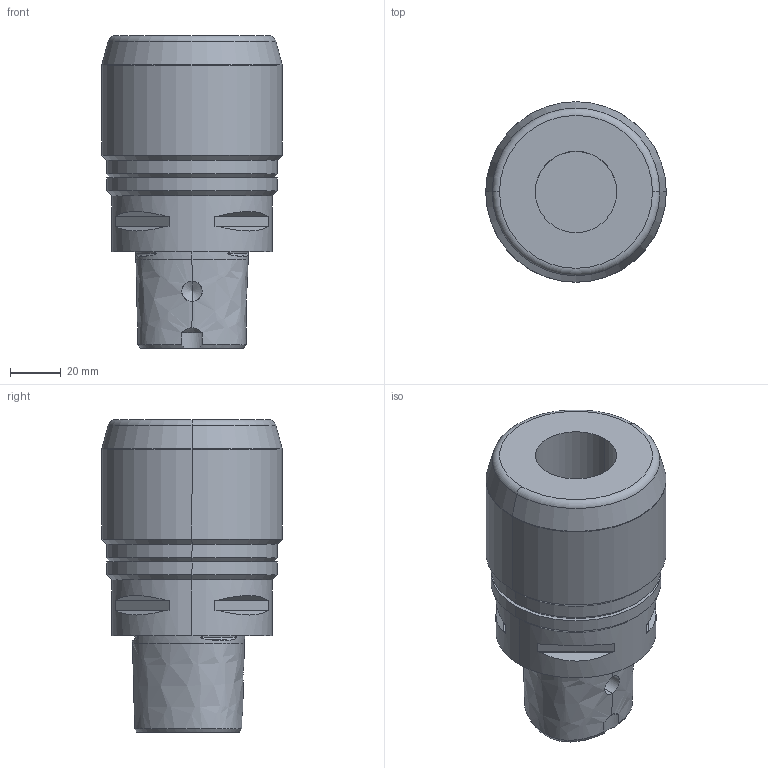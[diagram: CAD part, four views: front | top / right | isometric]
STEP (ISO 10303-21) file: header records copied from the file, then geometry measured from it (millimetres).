
FILE_DESCRIPTION (( 'STEP AP203' ), '1' );
FILE_NAME ('STP-143.463G.32.085.STEP', '2020-06-05T01:36:26', ( '' ), ( '' ), 'SwSTEP 2.0', 'SolidWorks 2017', '' );
FILE_SCHEMA (( 'CONFIG_CONTROL_DESIGN' ));
Length unit declared in the file: millimetre
Products named in the file (1): STP-143.463G.32.085
Bounding box: 71 x 71 x 123 mm (x, y, z)
Volume: 277218.6 mm3; surface area: 41737.2 mm2
Topology: 1 solids, 1 shells, 95 faces, 218 edges, 130 vertices
Faces by surface type: plane 29, cone 24, cylinder 23, torus 13, bspline 6
Entity records: 5145 total; most frequent: CARTESIAN_POINT 2997, DIRECTION 436, ORIENTED_EDGE 428, EDGE_CURVE 214, AXIS2_PLACEMENT_3D 185, VERTEX_POINT 130, EDGE_LOOP 106, FACE_OUTER_BOUND 95
